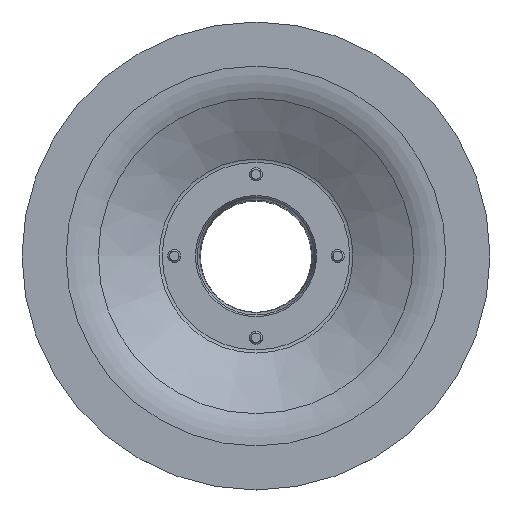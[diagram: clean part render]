
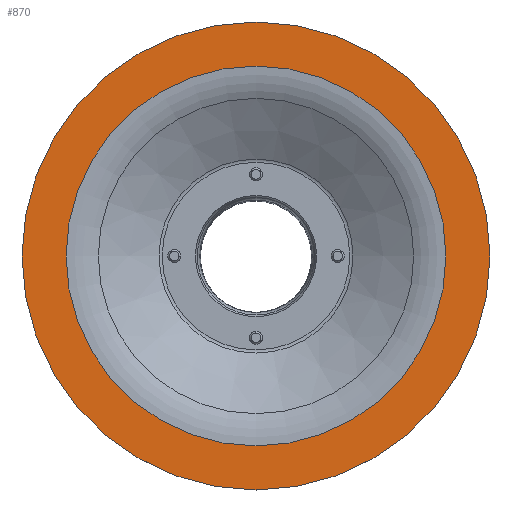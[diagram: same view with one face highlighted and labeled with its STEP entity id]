
A CAD part, top view. The second image highlights one B-rep face of the part: STEP entity #870.
In plain terms, the highlighted planar face has unit normal (0, 0, 1).
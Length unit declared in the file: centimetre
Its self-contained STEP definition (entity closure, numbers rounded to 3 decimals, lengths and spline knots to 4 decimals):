
#99=FACE_BOUND('',#195,.T.);
#107=PLANE('',#1060);
#125=FACE_OUTER_BOUND('',#194,.T.);
#194=EDGE_LOOP('',(#617));
#195=EDGE_LOOP('',(#618));
#255=CIRCLE('',#1031,146.);
#272=CIRCLE('',#1058,118.5);
#352=VERTEX_POINT('',#1595);
#366=VERTEX_POINT('',#1640);
#435=EDGE_CURVE('',#352,#352,#255,.T.);
#455=EDGE_CURVE('',#366,#366,#272,.T.);
#617=ORIENTED_EDGE('',*,*,#435,.F.);
#618=ORIENTED_EDGE('',*,*,#455,.T.);
#870=ADVANCED_FACE('',(#125,#99),#107,.T.);
#1031=AXIS2_PLACEMENT_3D('',#1597,#1209,#1210);
#1058=AXIS2_PLACEMENT_3D('',#1641,#1266,#1267);
#1060=AXIS2_PLACEMENT_3D('',#1643,#1270,#1271);
#1209=DIRECTION('center_axis',(0.,0.,-1.));
#1210=DIRECTION('ref_axis',(1.,0.,0.));
#1266=DIRECTION('center_axis',(0.,0.,-1.));
#1267=DIRECTION('ref_axis',(1.,0.,0.));
#1270=DIRECTION('center_axis',(0.,0.,1.));
#1271=DIRECTION('ref_axis',(0.,-1.,0.));
#1595=CARTESIAN_POINT('',(146.,0.,250.));
#1597=CARTESIAN_POINT('Origin',(0.,0.,250.));
#1640=CARTESIAN_POINT('',(0.,-118.5,250.));
#1641=CARTESIAN_POINT('Origin',(0.,0.,250.));
#1643=CARTESIAN_POINT('Origin',(-146.,0.,250.));
